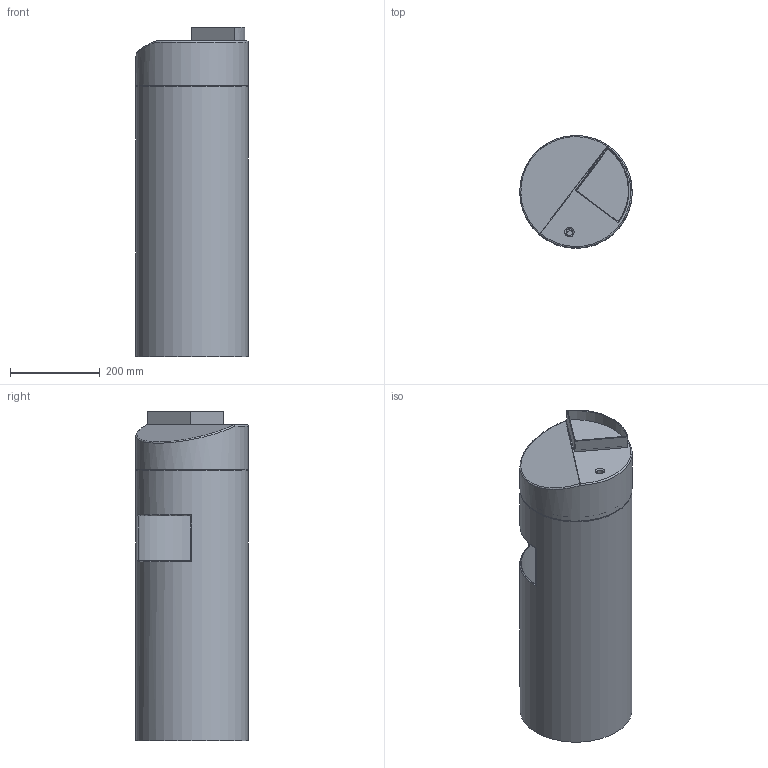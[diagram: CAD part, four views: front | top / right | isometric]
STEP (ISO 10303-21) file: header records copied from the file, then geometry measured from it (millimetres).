
FILE_DESCRIPTION(/* description */ ('Unknown'),/* implementation_level */ '2;1');
FILE_NAME(/* name */ 'cigarette_bin',/* time_stamp */ '2019-09-15T11:09:47+02:00',/* author */ ('Unknown'),/* organization */ ('Unknown'),/* preprocessor_version */ 'ST-DEVELOPER v16.7',/* originating_system */ 'DEX',/* authorisation */ $);
FILE_SCHEMA (('AUTOMOTIVE_DESIGN {1 0 10303 214 3 1 1}'));
Length unit declared in the file: millimetre
Products named in the file (6): cigarette_bin; bin_buttom; grid; bin_top; ashtray; verge
Assembly tree (5 placements, depth 2):
  cigarette_bin
    bin_buttom
    grid
    bin_top
    ashtray
    verge
Bounding box: 250 x 250 x 732 mm (x, y, z)
Volume: 4239441.9 mm3; surface area: 1333035.6 mm2
Topology: 5 solids, 5 shells, 155 faces, 525 edges, 380 vertices
Faces by surface type: cylinder 123, plane 21, torus 7, sphere 2, bspline 2
Full cylindrical faces by diameter (mm): 15 x106, 242 x1, 244 x2, 246 x1, 250 x3
Entity records: 5127 total; most frequent: CARTESIAN_POINT 883, DIRECTION 876, ORIENTED_EDGE 602, EDGE_LOOP 489, FACE_BOUND 489, AXIS2_PLACEMENT_3D 425, EDGE_CURVE 301, VERTEX_POINT 272
